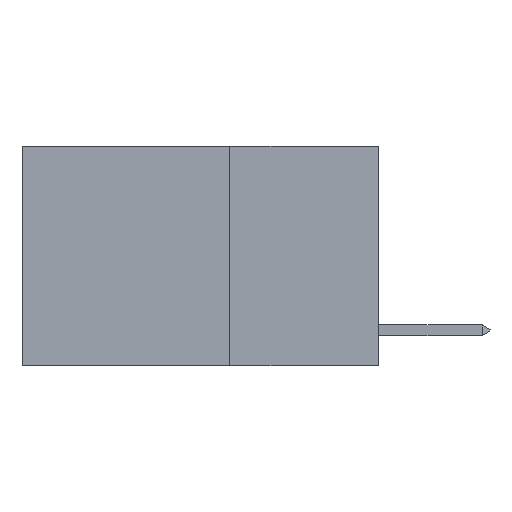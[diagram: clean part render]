
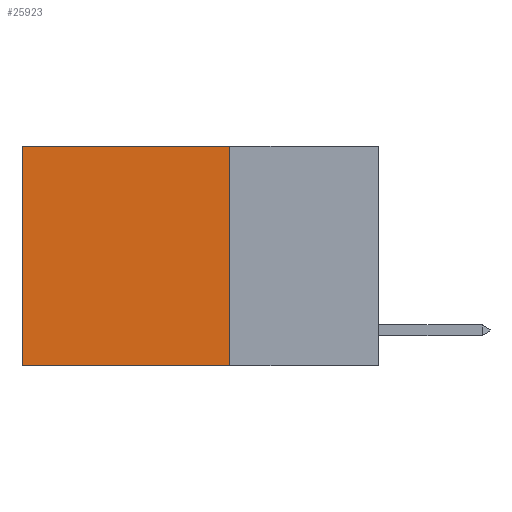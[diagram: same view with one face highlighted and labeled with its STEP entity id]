
A CAD part, left-side view. The second image highlights one B-rep face of the part: STEP entity #25923.
In plain terms, the highlighted planar face has unit normal (-1, 0, 0).
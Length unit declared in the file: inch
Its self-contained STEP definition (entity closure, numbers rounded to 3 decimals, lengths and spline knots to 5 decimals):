
#927 = ORIENTED_EDGE ( 'NONE', *, *, #12769, .F. ) ;
#941 = DIRECTION ( 'NONE',  ( 1., 0., 0. ) ) ;
#1114 = DIRECTION ( 'NONE',  ( 0., 1., 0. ) ) ;
#2839 = PLANE ( 'NONE',  #15586 ) ;
#3503 = VERTEX_POINT ( 'NONE', #20922 ) ;
#3563 = EDGE_CURVE ( 'NONE', #27078, #3503, #10344, .T. ) ;
#4476 = VECTOR ( 'NONE', #1114, 39.37008 ) ;
#4493 = EDGE_CURVE ( 'NONE', #27078, #6836, #13157, .T. ) ;
#5053 = CARTESIAN_POINT ( 'NONE',  ( 0.2625, 0.25, -0.37 ) ) ;
#6499 = VECTOR ( 'NONE', #19199, 39.37008 ) ;
#6836 = VERTEX_POINT ( 'NONE', #7303 ) ;
#7303 = CARTESIAN_POINT ( 'NONE',  ( 0.2625, 0.6, 0. ) ) ;
#8612 = CARTESIAN_POINT ( 'NONE',  ( 0.2625, 0.25, 0. ) ) ;
#9278 = CARTESIAN_POINT ( 'NONE',  ( 0.2625, 0.25, 0. ) ) ;
#10344 = LINE ( 'NONE', #16948, #11699 ) ;
#10527 = ORIENTED_EDGE ( 'NONE', *, *, #4493, .T. ) ;
#10990 = VECTOR ( 'NONE', #18906, 39.37008 ) ;
#11699 = VECTOR ( 'NONE', #18456, 39.37008 ) ;
#12769 = EDGE_CURVE ( 'NONE', #3503, #18879, #19490, .T. ) ;
#13157 = LINE ( 'NONE', #25486, #6499 ) ;
#13829 = ORIENTED_EDGE ( 'NONE', *, *, #3563, .F. ) ;
#14020 = CARTESIAN_POINT ( 'NONE',  ( 0.2625, 0.6, 0. ) ) ;
#14931 = LINE ( 'NONE', #14020, #10990 ) ;
#15478 = DIRECTION ( 'NONE',  ( 0., 0., -1. ) ) ;
#15586 = AXIS2_PLACEMENT_3D ( 'NONE', #9278, #941, #15478 ) ;
#16948 = CARTESIAN_POINT ( 'NONE',  ( 0.2625, 0.25, 0. ) ) ;
#18456 = DIRECTION ( 'NONE',  ( 0., 0., -1. ) ) ;
#18843 = EDGE_CURVE ( 'NONE', #6836, #18879, #14931, .T. ) ;
#18879 = VERTEX_POINT ( 'NONE', #22391 ) ;
#18906 = DIRECTION ( 'NONE',  ( 0., 0., -1. ) ) ;
#19048 = EDGE_LOOP ( 'NONE', ( #21478, #927, #13829, #10527 ) ) ;
#19199 = DIRECTION ( 'NONE',  ( 0., 1., 0. ) ) ;
#19490 = LINE ( 'NONE', #5053, #4476 ) ;
#20922 = CARTESIAN_POINT ( 'NONE',  ( 0.2625, 0.25, -0.37 ) ) ;
#21260 = FACE_OUTER_BOUND ( 'NONE', #19048, .T. ) ;
#21478 = ORIENTED_EDGE ( 'NONE', *, *, #18843, .T. ) ;
#22391 = CARTESIAN_POINT ( 'NONE',  ( 0.2625, 0.6, -0.37 ) ) ;
#25486 = CARTESIAN_POINT ( 'NONE',  ( 0.2625, 0.25, 0. ) ) ;
#25923 = ADVANCED_FACE ( 'NONE', ( #21260 ), #2839, .F. ) ;
#27078 = VERTEX_POINT ( 'NONE', #8612 ) ;
